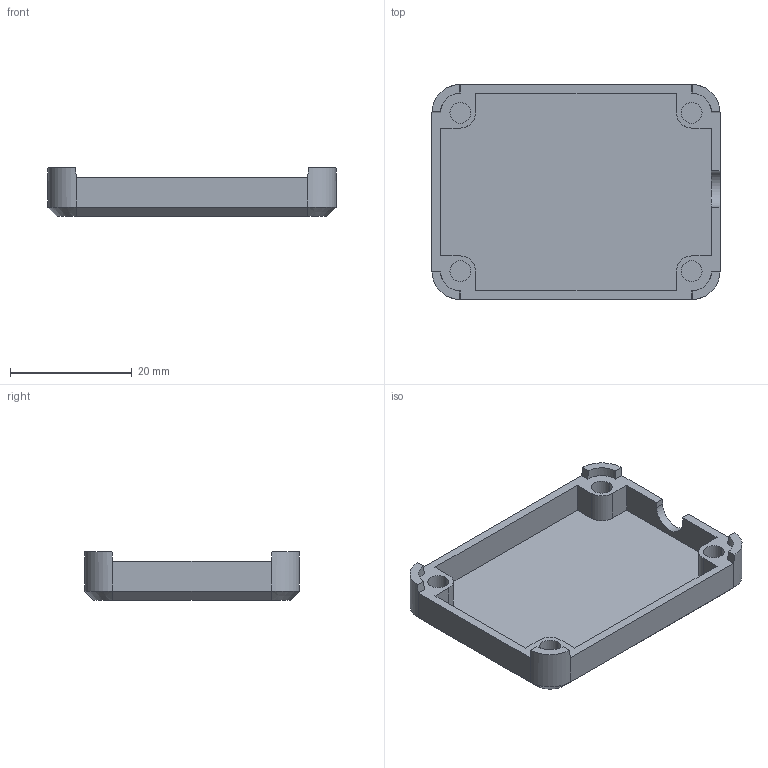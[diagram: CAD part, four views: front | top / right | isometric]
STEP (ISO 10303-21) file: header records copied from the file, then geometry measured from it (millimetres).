
FILE_DESCRIPTION (( 'STEP AP214' ), '1' );
FILE_NAME ('bottom.STEP', '2024-01-23T22:42:36', ( '' ), ( '' ), 'SwSTEP 2.0', 'SolidWorks 2024', '' );
FILE_SCHEMA (( 'AUTOMOTIVE_DESIGN' ));
Length unit declared in the file: millimetre
Products named in the file (2): case; bottom
Assembly tree (1 placements, depth 2):
  bottom
    case
Bounding box: 47.3 x 35.3 x 7.99 mm (x, y, z)
Volume: 3641.3 mm3; surface area: 5190.4 mm2
Topology: 1 solids, 1 shells, 66 faces, 164 edges, 104 vertices
Faces by surface type: plane 41, cylinder 21, cone 4
Entity records: 2727 total; most frequent: CARTESIAN_POINT 386, DIRECTION 334, ORIENTED_EDGE 328, EDGE_CURVE 164, AXIS2_PLACEMENT_3D 116, VERTEX_POINT 104, LINE 102, VECTOR 102
